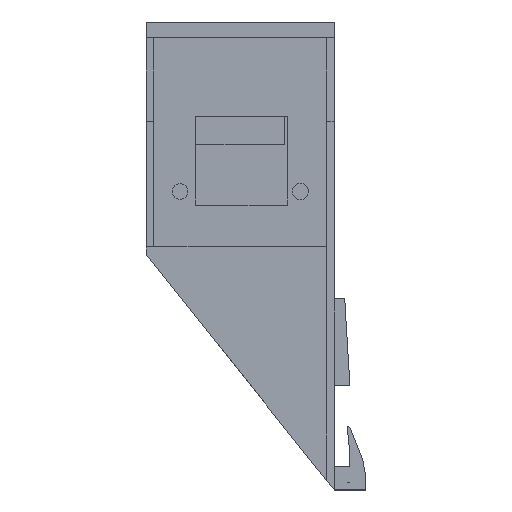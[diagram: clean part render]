
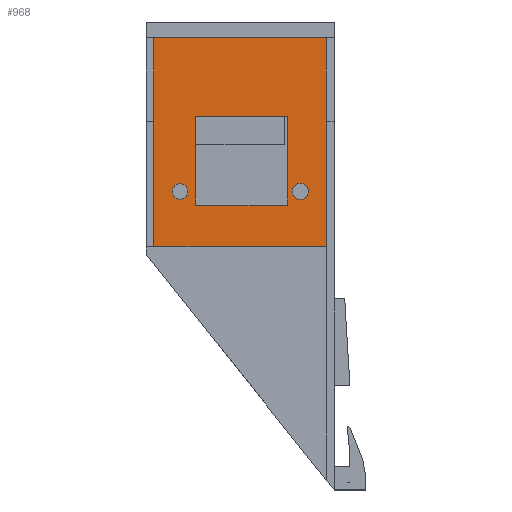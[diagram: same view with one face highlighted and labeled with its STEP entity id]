
A CAD part, top view. The second image highlights one B-rep face of the part: STEP entity #968.
In plain terms, the highlighted planar face has unit normal (0, 0, 1).
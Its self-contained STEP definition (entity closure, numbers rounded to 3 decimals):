
#17=FACE_BOUND('',#89,.T.);
#18=FACE_BOUND('',#90,.T.);
#19=FACE_BOUND('',#91,.T.);
#22=CIRCLE('',#1035,1.551);
#23=CIRCLE('',#1036,1.503);
#36=FACE_OUTER_BOUND('',#88,.T.);
#88=EDGE_LOOP('',(#691,#692,#693,#694));
#89=EDGE_LOOP('',(#695));
#90=EDGE_LOOP('',(#696));
#91=EDGE_LOOP('',(#697,#698,#699,#700));
#147=LINE('',#1357,#281);
#167=LINE('',#1397,#301);
#172=LINE('',#1408,#306);
#176=LINE('',#1416,#310);
#183=LINE('',#1429,#317);
#184=LINE('',#1430,#318);
#185=LINE('',#1436,#319);
#186=LINE('',#1437,#320);
#281=VECTOR('',#1100,10.);
#301=VECTOR('',#1126,10.);
#306=VECTOR('',#1135,10.);
#310=VECTOR('',#1141,10.);
#317=VECTOR('',#1152,10.);
#318=VECTOR('',#1153,10.);
#319=VECTOR('',#1158,10.);
#320=VECTOR('',#1159,10.);
#414=VERTEX_POINT('',#1354);
#415=VERTEX_POINT('',#1356);
#431=VERTEX_POINT('',#1394);
#432=VERTEX_POINT('',#1396);
#435=VERTEX_POINT('',#1406);
#436=VERTEX_POINT('',#1407);
#439=VERTEX_POINT('',#1415);
#444=VERTEX_POINT('',#1431);
#445=VERTEX_POINT('',#1433);
#446=VERTEX_POINT('',#1435);
#506=EDGE_CURVE('',#414,#415,#147,.T.);
#526=EDGE_CURVE('',#432,#431,#167,.T.);
#531=EDGE_CURVE('',#435,#436,#172,.T.);
#535=EDGE_CURVE('',#436,#439,#176,.T.);
#542=EDGE_CURVE('',#414,#432,#183,.T.);
#543=EDGE_CURVE('',#431,#415,#184,.T.);
#544=EDGE_CURVE('',#444,#444,#22,.T.);
#545=EDGE_CURVE('',#445,#445,#23,.T.);
#546=EDGE_CURVE('',#446,#435,#185,.T.);
#547=EDGE_CURVE('',#439,#446,#186,.T.);
#691=ORIENTED_EDGE('',*,*,#506,.F.);
#692=ORIENTED_EDGE('',*,*,#542,.T.);
#693=ORIENTED_EDGE('',*,*,#526,.T.);
#694=ORIENTED_EDGE('',*,*,#543,.T.);
#695=ORIENTED_EDGE('',*,*,#544,.F.);
#696=ORIENTED_EDGE('',*,*,#545,.F.);
#697=ORIENTED_EDGE('',*,*,#546,.T.);
#698=ORIENTED_EDGE('',*,*,#531,.T.);
#699=ORIENTED_EDGE('',*,*,#535,.T.);
#700=ORIENTED_EDGE('',*,*,#547,.T.);
#918=PLANE('',#1034);
#968=ADVANCED_FACE('',(#36,#17,#18,#19),#918,.T.);
#1034=AXIS2_PLACEMENT_3D('',#1428,#1150,#1151);
#1035=AXIS2_PLACEMENT_3D('',#1432,#1154,#1155);
#1036=AXIS2_PLACEMENT_3D('',#1434,#1156,#1157);
#1100=DIRECTION('',(0.,1.,0.));
#1126=DIRECTION('',(0.,1.,0.));
#1135=DIRECTION('',(0.,-1.,0.));
#1141=DIRECTION('',(-1.,0.,0.));
#1150=DIRECTION('center_axis',(0.,0.,1.));
#1151=DIRECTION('ref_axis',(1.,0.,0.));
#1152=DIRECTION('',(1.,0.,0.));
#1153=DIRECTION('',(-1.,0.,0.));
#1154=DIRECTION('center_axis',(0.,0.,1.));
#1155=DIRECTION('ref_axis',(1.,0.,0.));
#1156=DIRECTION('center_axis',(0.,0.,1.));
#1157=DIRECTION('ref_axis',(1.,0.,0.));
#1158=DIRECTION('',(1.,0.,0.));
#1159=DIRECTION('',(0.,1.,0.));
#1354=CARTESIAN_POINT('',(-1.5,17.,-1.5));
#1356=CARTESIAN_POINT('',(-1.5,57.,-1.5));
#1357=CARTESIAN_POINT('',(-1.5,80.5,-1.5));
#1394=CARTESIAN_POINT('',(31.5,57.,-1.5));
#1396=CARTESIAN_POINT('',(31.5,17.,-1.5));
#1397=CARTESIAN_POINT('',(31.5,77.5,-1.5));
#1406=CARTESIAN_POINT('',(24.,42.,-1.5));
#1407=CARTESIAN_POINT('',(24.,25.,-1.5));
#1408=CARTESIAN_POINT('',(24.,44.75,-1.5));
#1415=CARTESIAN_POINT('',(6.5,25.,-1.5));
#1416=CARTESIAN_POINT('',(19.486,25.,-1.5));
#1428=CARTESIAN_POINT('Origin',(14.973,47.5,-1.5));
#1429=CARTESIAN_POINT('',(-3.,17.,-1.5));
#1430=CARTESIAN_POINT('',(16.502,57.,-1.5));
#1431=CARTESIAN_POINT('',(24.949,27.6,-1.5));
#1432=CARTESIAN_POINT('Origin',(26.5,27.6,-1.5));
#1433=CARTESIAN_POINT('',(1.997,27.6,-1.5));
#1434=CARTESIAN_POINT('Origin',(3.5,27.6,-1.5));
#1435=CARTESIAN_POINT('',(6.5,42.,-1.5));
#1436=CARTESIAN_POINT('',(10.736,42.,-1.5));
#1437=CARTESIAN_POINT('',(6.5,36.25,-1.5));
